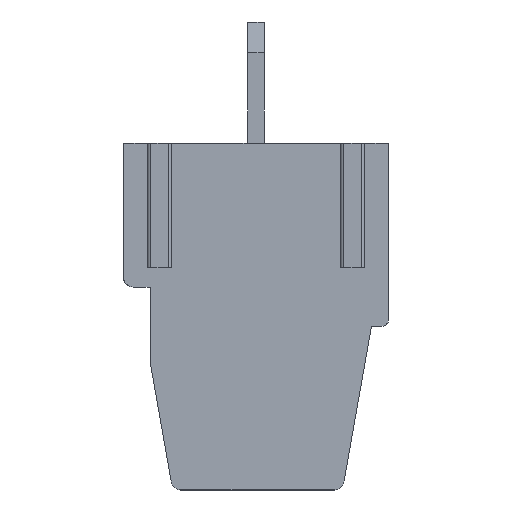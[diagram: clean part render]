
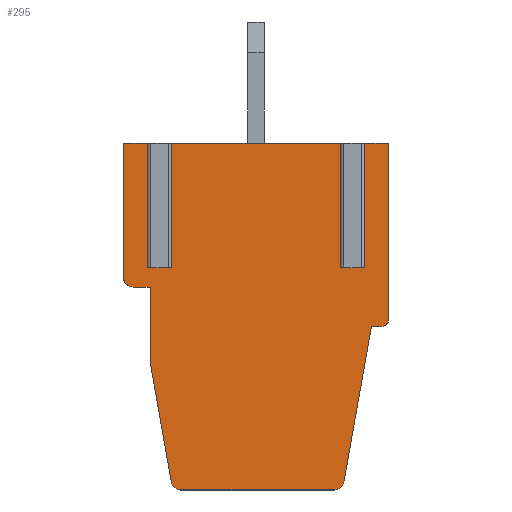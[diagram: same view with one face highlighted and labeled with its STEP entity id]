
A CAD part, front view. The second image highlights one B-rep face of the part: STEP entity #295.
In plain terms, the highlighted planar face has unit normal (0, -1, 0).
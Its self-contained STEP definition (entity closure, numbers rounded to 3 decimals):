
#295 = ADVANCED_FACE( '', ( #634 ), #635, .F. );
#634 = FACE_OUTER_BOUND( '', #1012, .T. );
#635 = PLANE( '', #1013 );
#1012 = EDGE_LOOP( '', ( #1878, #1879, #1880, #1881, #1882, #1883, #1884, #1885, #1886, #1887, #1888, #1889, #1890, #1891, #1892, #1893, #1894, #1895, #1896, #1897, #1898 ) );
#1013 = AXIS2_PLACEMENT_3D( '', #1899, #1900, #1901 );
#1878 = ORIENTED_EDGE( '', *, *, #2674, .F. );
#1879 = ORIENTED_EDGE( '', *, *, #2583, .T. );
#1880 = ORIENTED_EDGE( '', *, *, #2401, .T. );
#1881 = ORIENTED_EDGE( '', *, *, #2675, .T. );
#1882 = ORIENTED_EDGE( '', *, *, #2676, .F. );
#1883 = ORIENTED_EDGE( '', *, *, #2494, .T. );
#1884 = ORIENTED_EDGE( '', *, *, #2429, .T. );
#1885 = ORIENTED_EDGE( '', *, *, #2677, .T. );
#1886 = ORIENTED_EDGE( '', *, *, #2356, .T. );
#1887 = ORIENTED_EDGE( '', *, *, #2451, .F. );
#1888 = ORIENTED_EDGE( '', *, *, #2552, .F. );
#1889 = ORIENTED_EDGE( '', *, *, #2488, .F. );
#1890 = ORIENTED_EDGE( '', *, *, #2678, .T. );
#1891 = ORIENTED_EDGE( '', *, *, #2679, .T. );
#1892 = ORIENTED_EDGE( '', *, *, #2680, .T. );
#1893 = ORIENTED_EDGE( '', *, *, #2378, .F. );
#1894 = ORIENTED_EDGE( '', *, *, #2681, .F. );
#1895 = ORIENTED_EDGE( '', *, *, #2682, .T. );
#1896 = ORIENTED_EDGE( '', *, *, #2533, .T. );
#1897 = ORIENTED_EDGE( '', *, *, #2408, .T. );
#1898 = ORIENTED_EDGE( '', *, *, #2611, .T. );
#1899 = CARTESIAN_POINT( '', ( 118.096, -45., 0. ) );
#1900 = DIRECTION( '', ( 0., 1., 0. ) );
#1901 = DIRECTION( '', ( -1., 0., 0. ) );
#2356 = EDGE_CURVE( '', #2846, #2847, #2848, .F. );
#2378 = EDGE_CURVE( '', #2885, #2880, #2887, .T. );
#2401 = EDGE_CURVE( '', #2928, #2929, #2930, .T. );
#2408 = EDGE_CURVE( '', #2942, #2940, #2943, .T. );
#2429 = EDGE_CURVE( '', #2983, #2981, #2984, .T. );
#2451 = EDGE_CURVE( '', #3020, #2847, #3023, .T. );
#2488 = EDGE_CURVE( '', #3084, #3079, #3086, .T. );
#2494 = EDGE_CURVE( '', #3094, #2983, #3095, .F. );
#2533 = EDGE_CURVE( '', #3154, #2942, #3157, .T. );
#2552 = EDGE_CURVE( '', #3079, #3020, #3181, .T. );
#2583 = EDGE_CURVE( '', #3220, #2928, #3221, .F. );
#2611 = EDGE_CURVE( '', #2940, #3262, #3264, .T. );
#2674 = EDGE_CURVE( '', #3220, #3262, #3344, .T. );
#2675 = EDGE_CURVE( '', #2929, #3345, #3346, .T. );
#2676 = EDGE_CURVE( '', #3094, #3345, #3347, .T. );
#2677 = EDGE_CURVE( '', #2981, #2846, #3348, .T. );
#2678 = EDGE_CURVE( '', #3084, #3349, #3350, .F. );
#2679 = EDGE_CURVE( '', #3349, #3351, #3352, .T. );
#2680 = EDGE_CURVE( '', #3351, #2880, #3353, .F. );
#2681 = EDGE_CURVE( '', #3354, #2885, #3355, .T. );
#2682 = EDGE_CURVE( '', #3354, #3154, #3356, .F. );
#2846 = VERTEX_POINT( '', #3568 );
#2847 = VERTEX_POINT( '', #3569 );
#2848 = CIRCLE( '', #3570, 0.298 );
#2880 = VERTEX_POINT( '', #3618 );
#2885 = VERTEX_POINT( '', #3625 );
#2887 = LINE( '', #3628, #3629 );
#2928 = VERTEX_POINT( '', #3684 );
#2929 = VERTEX_POINT( '', #3685 );
#2930 = LINE( '', #3686, #3687 );
#2940 = VERTEX_POINT( '', #3699 );
#2942 = VERTEX_POINT( '', #3701 );
#2943 = LINE( '', #3702, #3703 );
#2981 = VERTEX_POINT( '', #3753 );
#2983 = VERTEX_POINT( '', #3756 );
#2984 = LINE( '', #3757, #3758 );
#3020 = VERTEX_POINT( '', #3808 );
#3023 = LINE( '', #3812, #3813 );
#3079 = VERTEX_POINT( '', #3895 );
#3084 = VERTEX_POINT( '', #3902 );
#3086 = LINE( '', #3905, #3906 );
#3094 = VERTEX_POINT( '', #3917 );
#3095 = LINE( '', #3918, #3919 );
#3154 = VERTEX_POINT( '', #4005 );
#3157 = LINE( '', #4010, #4011 );
#3181 = LINE( '', #4049, #4050 );
#3220 = VERTEX_POINT( '', #4110 );
#3221 = LINE( '', #4111, #4112 );
#3262 = VERTEX_POINT( '', #4169 );
#3264 = LINE( '', #4171, #4172 );
#3344 = LINE( '', #4282, #4283 );
#3345 = VERTEX_POINT( '', #4284 );
#3346 = LINE( '', #4285, #4286 );
#3347 = LINE( '', #4287, #4288 );
#3348 = LINE( '', #4289, #4290 );
#3349 = VERTEX_POINT( '', #4291 );
#3350 = CIRCLE( '', #4292, 0.298 );
#3351 = VERTEX_POINT( '', #4293 );
#3352 = LINE( '', #4294, #4295 );
#3353 = CIRCLE( '', #4296, 0.298 );
#3354 = VERTEX_POINT( '', #4297 );
#3355 = LINE( '', #4298, #4299 );
#3356 = CIRCLE( '', #4300, 0.198 );
#3568 = CARTESIAN_POINT( '', ( 110., -45., -4.098 ) );
#3569 = CARTESIAN_POINT( '', ( 110.298, -45., -4.395 ) );
#3570 = AXIS2_PLACEMENT_3D( '', #4490, #4491, #4492 );
#3618 = CARTESIAN_POINT( '', ( 116.745, -45., -10.317 ) );
#3625 = CARTESIAN_POINT( '', ( 117.577, -45., -5.596 ) );
#3628 = CARTESIAN_POINT( '', ( 117.577, -45., -5.596 ) );
#3629 = VECTOR( '', #4511, 1000. );
#3684 = CARTESIAN_POINT( '', ( 116.63, -45., 0. ) );
#3685 = CARTESIAN_POINT( '', ( 111.47, -45., 0. ) );
#3686 = CARTESIAN_POINT( '', ( 113.497, -45., 0. ) );
#3687 = VECTOR( '', #4538, 1000. );
#3699 = CARTESIAN_POINT( '', ( 117.37, -45., 0. ) );
#3701 = CARTESIAN_POINT( '', ( 118.096, -45., 0. ) );
#3702 = CARTESIAN_POINT( '', ( 113.497, -45., 0. ) );
#3703 = VECTOR( '', #4553, 1000. );
#3753 = CARTESIAN_POINT( '', ( 110., -45., 0. ) );
#3756 = CARTESIAN_POINT( '', ( 110.73, -45., 0. ) );
#3757 = CARTESIAN_POINT( '', ( 113.497, -45., 0. ) );
#3758 = VECTOR( '', #4588, 1000. );
#3808 = CARTESIAN_POINT( '', ( 110.814, -45., -4.395 ) );
#3812 = CARTESIAN_POINT( '', ( 110.814, -45., -4.395 ) );
#3813 = VECTOR( '', #4616, 1000. );
#3895 = CARTESIAN_POINT( '', ( 110.814, -45., -6.704 ) );
#3902 = CARTESIAN_POINT( '', ( 111.451, -45., -10.317 ) );
#3905 = CARTESIAN_POINT( '', ( 111.498, -45., -10.587 ) );
#3906 = VECTOR( '', #4646, 1000. );
#3917 = CARTESIAN_POINT( '', ( 110.73, -45., -3.8 ) );
#3918 = CARTESIAN_POINT( '', ( 110.73, -45., 0. ) );
#3919 = VECTOR( '', #4650, 1000. );
#4005 = CARTESIAN_POINT( '', ( 118.096, -45., -5.397 ) );
#4010 = CARTESIAN_POINT( '', ( 118.096, -45., 0. ) );
#4011 = VECTOR( '', #4686, 1000. );
#4049 = CARTESIAN_POINT( '', ( 110.814, -45., -6.704 ) );
#4050 = VECTOR( '', #4701, 1000. );
#4110 = CARTESIAN_POINT( '', ( 116.63, -45., -3.8 ) );
#4111 = CARTESIAN_POINT( '', ( 116.63, -45., 0. ) );
#4112 = VECTOR( '', #4723, 1000. );
#4169 = CARTESIAN_POINT( '', ( 117.37, -45., -3.8 ) );
#4171 = CARTESIAN_POINT( '', ( 117.37, -45., 0. ) );
#4172 = VECTOR( '', #4752, 1000. );
#4282 = CARTESIAN_POINT( '', ( 116.68, -45., -3.8 ) );
#4283 = VECTOR( '', #4816, 1000. );
#4284 = CARTESIAN_POINT( '', ( 111.47, -45., -3.8 ) );
#4285 = CARTESIAN_POINT( '', ( 111.47, -45., 0. ) );
#4286 = VECTOR( '', #4817, 1000. );
#4287 = CARTESIAN_POINT( '', ( 110.78, -45., -3.8 ) );
#4288 = VECTOR( '', #4818, 1000. );
#4289 = CARTESIAN_POINT( '', ( 110., -45., 0. ) );
#4290 = VECTOR( '', #4819, 1000. );
#4291 = CARTESIAN_POINT( '', ( 111.748, -45., -10.6 ) );
#4292 = AXIS2_PLACEMENT_3D( '', #4820, #4821, #4822 );
#4293 = CARTESIAN_POINT( '', ( 116.448, -45., -10.6 ) );
#4294 = CARTESIAN_POINT( '', ( 114.098, -45., -10.6 ) );
#4295 = VECTOR( '', #4823, 1000. );
#4296 = AXIS2_PLACEMENT_3D( '', #4824, #4825, #4826 );
#4297 = CARTESIAN_POINT( '', ( 117.898, -45., -5.596 ) );
#4298 = CARTESIAN_POINT( '', ( 118.096, -45., -5.596 ) );
#4299 = VECTOR( '', #4827, 1000. );
#4300 = AXIS2_PLACEMENT_3D( '', #4828, #4829, #4830 );
#4490 = CARTESIAN_POINT( '', ( 110.298, -45., -4.098 ) );
#4491 = DIRECTION( '', ( 0., 1., 0. ) );
#4492 = DIRECTION( '', ( 0., 0., 1. ) );
#4511 = DIRECTION( '', ( -0.174, 0., -0.985 ) );
#4538 = DIRECTION( '', ( -1., 0., 0. ) );
#4553 = DIRECTION( '', ( -1., 0., 0. ) );
#4588 = DIRECTION( '', ( -1., 0., 0. ) );
#4616 = DIRECTION( '', ( -1., 0., 0. ) );
#4646 = DIRECTION( '', ( -0.174, 0., 0.985 ) );
#4650 = DIRECTION( '', ( 0., 0., -1. ) );
#4686 = DIRECTION( '', ( 0., 0., 1. ) );
#4701 = DIRECTION( '', ( 0., 0., 1. ) );
#4723 = DIRECTION( '', ( 0., 0., -1. ) );
#4752 = DIRECTION( '', ( 0., 0., -1. ) );
#4816 = DIRECTION( '', ( 1., 0., 0. ) );
#4817 = DIRECTION( '', ( 0., 0., -1. ) );
#4818 = DIRECTION( '', ( 1., 0., 0. ) );
#4819 = DIRECTION( '', ( 0., 0., -1. ) );
#4820 = CARTESIAN_POINT( '', ( 111.748, -45., -10.302 ) );
#4821 = DIRECTION( '', ( 0., 1., 0. ) );
#4822 = DIRECTION( '', ( 0., 0., 1. ) );
#4823 = DIRECTION( '', ( 1., 0., 0. ) );
#4824 = CARTESIAN_POINT( '', ( 116.448, -45., -10.302 ) );
#4825 = DIRECTION( '', ( 0., 1., 0. ) );
#4826 = DIRECTION( '', ( 0., 0., 1. ) );
#4827 = DIRECTION( '', ( -1., 0., 0. ) );
#4828 = CARTESIAN_POINT( '', ( 117.898, -45., -5.397 ) );
#4829 = DIRECTION( '', ( 0., 1., 0. ) );
#4830 = DIRECTION( '', ( 0., 0., 1. ) );
